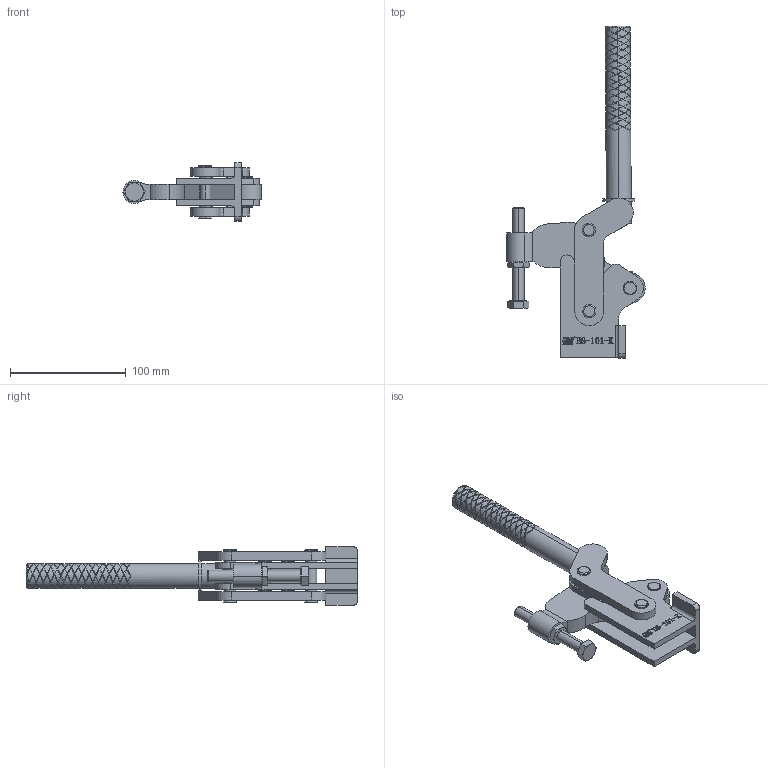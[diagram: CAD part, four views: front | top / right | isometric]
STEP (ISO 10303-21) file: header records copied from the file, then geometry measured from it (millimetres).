
FILE_DESCRIPTION (( 'STEP AP203' ), '1' );
FILE_NAME ('HS-101-K 装配体.STEP', '2018-12-07T02:42:02', ( 'PCOS' ), ( '微软中国' ), 'SwSTEP 2.0', 'SolidWorks 2012', '' );
FILE_SCHEMA (( 'CONFIG_CONTROL_DESIGN' ));
Products named in the file (9): HS-101-K  蚾饜极; hex thin nuts-grades ab-chamfered gb_GB_FASTENER_NUT_STNAB M10-N; hexagon head bolts-full thread gb_GB_FASTENER_BOLT_STBAB A M10X80-C; 酗种; 蟀裝; 傻种; 揤參; 忒梟; 菁釱
Assembly tree (11 placements, depth 2):
  HS-101-K  蚾饜极
    菁釱
    忒梟
    揤參
    傻种  x2
    蟀裝  x2
    酗种  x2
    hexagon head bolts-full thread gb_GB_FASTENER_BOLT_STBAB A M10X80-C
    hex thin nuts-grades ab-chamfered gb_GB_FASTENER_NUT_STNAB M10-N
Bounding box: 119.3 x 286.33 x 50.5 mm (x, y, z)
Volume: 232269 mm3; surface area: 83849.1 mm2
Topology: 14 solids, 14 shells, 1669 faces, 4060 edges, 2452 vertices
Faces by surface type: bspline 1015, cylinder 314, plane 304, cone 24, torus 12
Entity records: 289361 total; most frequent: CARTESIAN_POINT 261244, ORIENTED_EDGE 7974, EDGE_CURVE 3987, DIRECTION 2816, VERTEX_POINT 2406, EDGE_LOOP 1693, ADVANCED_FACE 1633, FACE_OUTER_BOUND 1633
